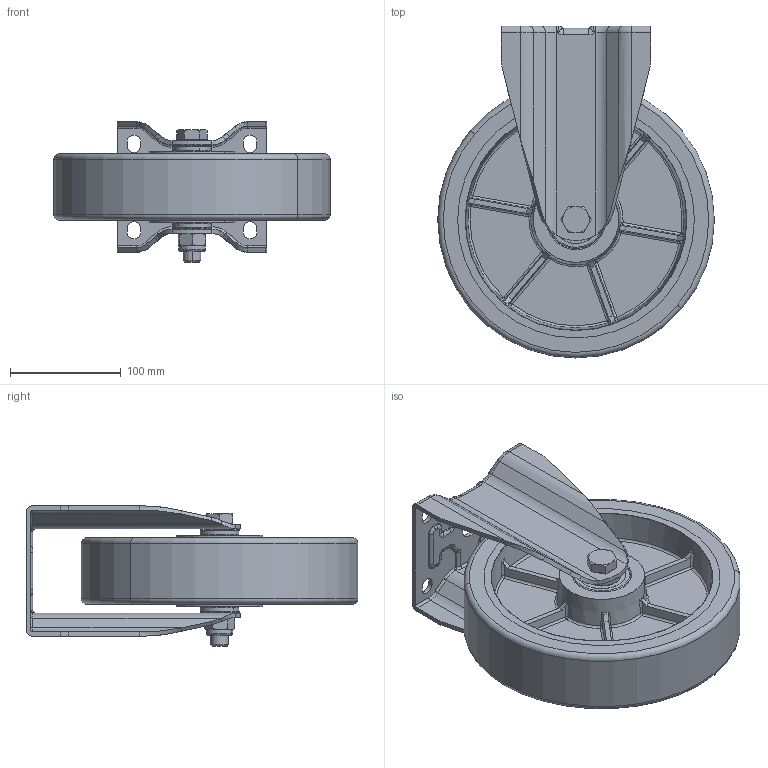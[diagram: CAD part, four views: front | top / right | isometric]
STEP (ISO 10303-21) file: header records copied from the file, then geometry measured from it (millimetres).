
FILE_DESCRIPTION (( 'STEP AP214' ), '1' );
FILE_NAME ('0047382_B-IHB-PUZG-250-K_(A-01).step', '2019-08-05T10:46:03', ( '' ), ( '' ), 'SwSTEP 2.0', 'SolidWorks 2018', '' );
FILE_SCHEMA (( 'AUTOMOTIVE_DESIGN' ));
Length unit declared in the file: millimetre
Products named in the file (1): 0047382_B-IHB-PUZG-250-K_(A-01)
Bounding box: 250 x 300 x 127 mm (x, y, z)
Surface area: 419771.7 mm2 (no closed solid volume)
Topology: 0 solids, 17 shells, 751 faces, 1760 edges, 1040 vertices
Faces by surface type: cylinder 212, torus 200, plane 133, cone 74, bspline 68, sphere 64
Entity records: 32253 total; most frequent: CARTESIAN_POINT 6927, DIRECTION 3768, ORIENTED_EDGE 3488, EDGE_CURVE 1760, AXIS2_PLACEMENT_3D 1656, VERTEX_POINT 1040, CIRCLE 972, EDGE_LOOP 792
